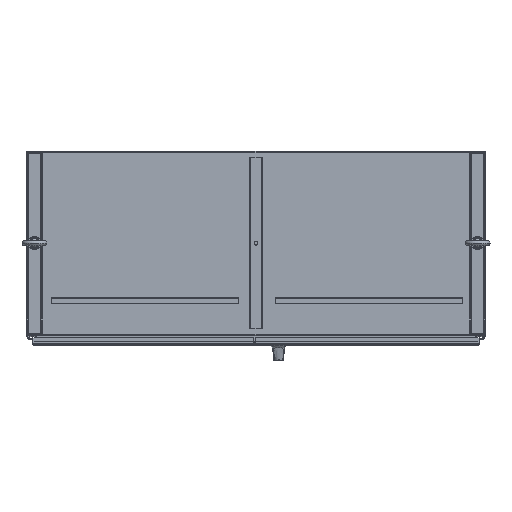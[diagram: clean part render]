
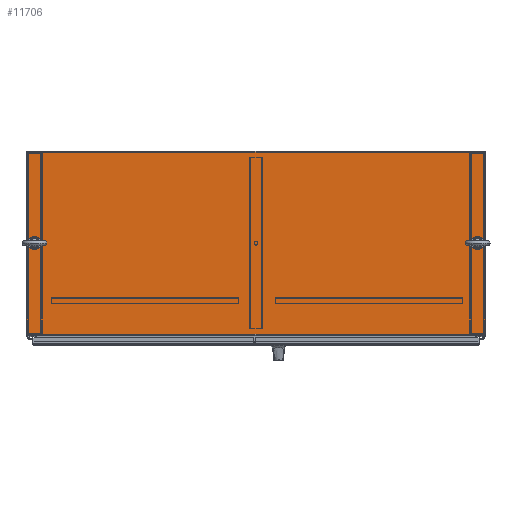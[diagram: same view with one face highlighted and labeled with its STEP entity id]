
A CAD part, top view. The second image highlights one B-rep face of the part: STEP entity #11706.
In plain terms, the highlighted planar face has unit normal (0, 0, 1).
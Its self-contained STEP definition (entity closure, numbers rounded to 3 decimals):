
#509 = CARTESIAN_POINT ( 'NONE',  ( -29.935, 11.968, 72.06 ) ) ;
#514 = EDGE_CURVE ( 'NONE', #62925, #88669, #84387, .T. ) ;
#754 = EDGE_LOOP ( 'NONE', ( #27049, #58097, #56976, #43136 ) ) ;
#2820 = VERTEX_POINT ( 'NONE', #17016 ) ;
#4875 = EDGE_CURVE ( 'NONE', #88669, #55368, #42854, .T. ) ;
#6792 = FACE_OUTER_BOUND ( 'NONE', #754, .T. ) ;
#6915 = EDGE_CURVE ( 'NONE', #77221, #62925, #33139, .T. ) ;
#6965 = DIRECTION ( 'NONE',  ( 1., 0., 0. ) ) ;
#8054 = DIRECTION ( 'NONE',  ( 1., 0., 0. ) ) ;
#8258 = VERTEX_POINT ( 'NONE', #58335 ) ;
#11706 = ADVANCED_FACE ( 'NONE', ( #6792, #87651, #64812 ), #57677, .T. ) ;
#11761 = ORIENTED_EDGE ( 'NONE', *, *, #83741, .T. ) ;
#14109 = ORIENTED_EDGE ( 'NONE', *, *, #18785, .T. ) ;
#17016 = CARTESIAN_POINT ( 'NONE',  ( -29.31, 0.078, 72.06 ) ) ;
#17538 = CARTESIAN_POINT ( 'NONE',  ( 29.935, 11.968, 72.06 ) ) ;
#18785 = EDGE_CURVE ( 'NONE', #8258, #2820, #67642, .T. ) ;
#19293 = EDGE_LOOP ( 'NONE', ( #14109, #26287 ) ) ;
#19769 = CIRCLE ( 'NONE', #86587, 0.375 ) ;
#21554 = DIRECTION ( 'NONE',  ( 0., 0., 1. ) ) ;
#22371 = CARTESIAN_POINT ( 'NONE',  ( 28.56, 0.078, 72.06 ) ) ;
#22372 = CARTESIAN_POINT ( 'NONE',  ( -29.935, -11.967, 72.06 ) ) ;
#23728 = CARTESIAN_POINT ( 'NONE',  ( -28.935, 0.078, 72.06 ) ) ;
#24434 = DIRECTION ( 'NONE',  ( 1., 0., 0. ) ) ;
#25066 = AXIS2_PLACEMENT_3D ( 'NONE', #23728, #60330, #8054 ) ;
#25344 = CARTESIAN_POINT ( 'NONE',  ( 28.935, 0.078, 72.06 ) ) ;
#26148 = VERTEX_POINT ( 'NONE', #22371 ) ;
#26287 = ORIENTED_EDGE ( 'NONE', *, *, #70371, .T. ) ;
#26456 = CARTESIAN_POINT ( 'NONE',  ( 29.935, -11.967, 72.06 ) ) ;
#27049 = ORIENTED_EDGE ( 'NONE', *, *, #6915, .T. ) ;
#28540 = EDGE_CURVE ( 'NONE', #44313, #26148, #90794, .T. ) ;
#28906 = EDGE_LOOP ( 'NONE', ( #50397, #11761 ) ) ;
#30467 = VECTOR ( 'NONE', #58479, 39.37 ) ;
#30674 = AXIS2_PLACEMENT_3D ( 'NONE', #86729, #21554, #43426 ) ;
#31267 = VECTOR ( 'NONE', #81857, 39.37 ) ;
#31891 = CARTESIAN_POINT ( 'NONE',  ( -29.935, -11.825, 72.06 ) ) ;
#33139 = LINE ( 'NONE', #26456, #77372 ) ;
#34266 = VECTOR ( 'NONE', #40159, 39.37 ) ;
#39820 = CARTESIAN_POINT ( 'NONE',  ( 29.935, -11.825, 72.06 ) ) ;
#40159 = DIRECTION ( 'NONE',  ( -1., 0., 0. ) ) ;
#42854 = LINE ( 'NONE', #22372, #30467 ) ;
#43136 = ORIENTED_EDGE ( 'NONE', *, *, #50274, .T. ) ;
#43139 = DIRECTION ( 'NONE',  ( 0., 0., -1. ) ) ;
#43426 = DIRECTION ( 'NONE',  ( 1., 0., 0. ) ) ;
#44313 = VERTEX_POINT ( 'NONE', #86575 ) ;
#44916 = CARTESIAN_POINT ( 'NONE',  ( -28.935, 0.078, 72.06 ) ) ;
#46636 = LINE ( 'NONE', #31891, #31267 ) ;
#48221 = CARTESIAN_POINT ( 'NONE',  ( -29.935, 11.968, 72.06 ) ) ;
#49009 = CARTESIAN_POINT ( 'NONE',  ( -29.935, -11.825, 72.06 ) ) ;
#50274 = EDGE_CURVE ( 'NONE', #55368, #77221, #46636, .T. ) ;
#50397 = ORIENTED_EDGE ( 'NONE', *, *, #28540, .T. ) ;
#52026 = DIRECTION ( 'NONE',  ( 0., 0., -1. ) ) ;
#55368 = VERTEX_POINT ( 'NONE', #49009 ) ;
#56976 = ORIENTED_EDGE ( 'NONE', *, *, #4875, .T. ) ;
#57381 = CARTESIAN_POINT ( 'NONE',  ( 28.935, 0.078, 72.06 ) ) ;
#57677 = PLANE ( 'NONE',  #30674 ) ;
#58097 = ORIENTED_EDGE ( 'NONE', *, *, #514, .T. ) ;
#58335 = CARTESIAN_POINT ( 'NONE',  ( -28.56, 0.078, 72.06 ) ) ;
#58479 = DIRECTION ( 'NONE',  ( 0., -1., 0. ) ) ;
#60330 = DIRECTION ( 'NONE',  ( 0., 0., -1. ) ) ;
#61476 = DIRECTION ( 'NONE',  ( 0., 0., -1. ) ) ;
#62434 = DIRECTION ( 'NONE',  ( 1., 0., 0. ) ) ;
#62925 = VERTEX_POINT ( 'NONE', #17538 ) ;
#64812 = FACE_BOUND ( 'NONE', #19293, .T. ) ;
#67642 = CIRCLE ( 'NONE', #25066, 0.375 ) ;
#70371 = EDGE_CURVE ( 'NONE', #2820, #8258, #19769, .T. ) ;
#70551 = CIRCLE ( 'NONE', #88747, 0.375 ) ;
#77221 = VERTEX_POINT ( 'NONE', #39820 ) ;
#77372 = VECTOR ( 'NONE', #77390, 39.37 ) ;
#77390 = DIRECTION ( 'NONE',  ( 0., 1., 0. ) ) ;
#81857 = DIRECTION ( 'NONE',  ( 1., 0., 0. ) ) ;
#83198 = AXIS2_PLACEMENT_3D ( 'NONE', #57381, #43139, #6965 ) ;
#83741 = EDGE_CURVE ( 'NONE', #26148, #44313, #70551, .T. ) ;
#84387 = LINE ( 'NONE', #48221, #34266 ) ;
#86575 = CARTESIAN_POINT ( 'NONE',  ( 29.31, 0.078, 72.06 ) ) ;
#86587 = AXIS2_PLACEMENT_3D ( 'NONE', #44916, #52026, #24434 ) ;
#86729 = CARTESIAN_POINT ( 'NONE',  ( -29.935, -11.967, 72.06 ) ) ;
#87651 = FACE_BOUND ( 'NONE', #28906, .T. ) ;
#88669 = VERTEX_POINT ( 'NONE', #509 ) ;
#88747 = AXIS2_PLACEMENT_3D ( 'NONE', #25344, #61476, #62434 ) ;
#90794 = CIRCLE ( 'NONE', #83198, 0.375 ) ;
